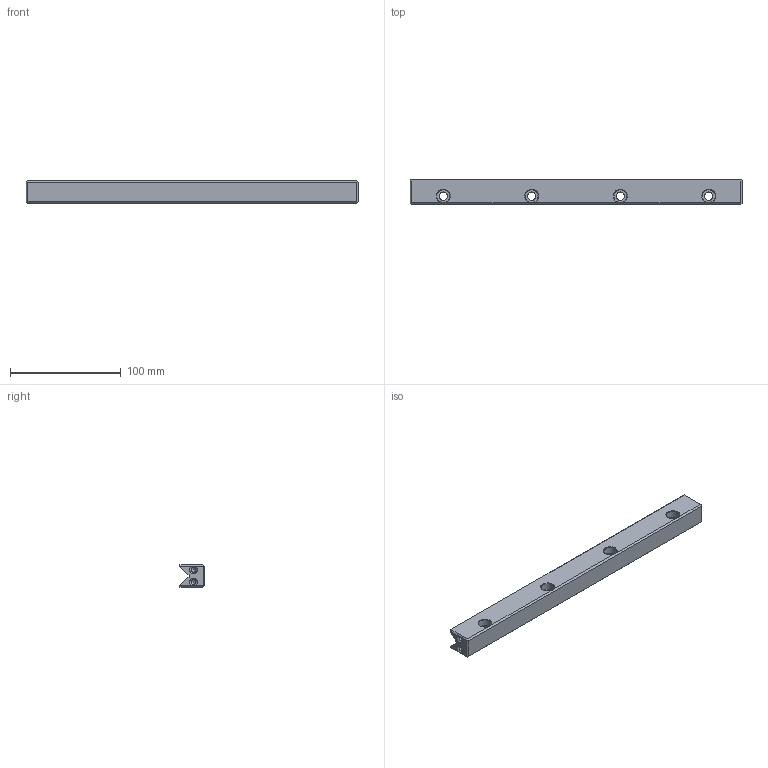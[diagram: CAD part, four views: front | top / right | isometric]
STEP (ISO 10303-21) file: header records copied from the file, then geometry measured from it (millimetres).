
FILE_DESCRIPTION(/* description */ (''),/* implementation_level */ '2;1');
FILE_NAME(/* name */ 'Rail M-4020x300.stp',/* time_stamp */ '2018-11-15T17:18:07+01:00',/* author */ (''),/* organization */ (''),/* preprocessor_version */ 'ST-DEVELOPER v16.7',/* originating_system */ 'SIEMENS PLM Software NX 12.0',/* authorisation */ '');
FILE_SCHEMA (('AUTOMOTIVE_DESIGN { 1 0 10303 214 3 1 1 1 }'));
Length unit declared in the file: millimetre
Products named in the file (1): 007660_A_1-M-4020_15 x 300
Bounding box: 300 x 22.5 x 20 mm (x, y, z)
Volume: 104064.4 mm3; surface area: 30826.3 mm2
Topology: 1 solids, 1 shells, 60 faces, 178 edges, 116 vertices
Faces by surface type: plane 30, cone 16, cylinder 14
Full cylindrical faces by diameter (mm): 4.2 x4, 7.5 x4, 11.5 x4
Entity records: 1743 total; most frequent: CARTESIAN_POINT 315, DIRECTION 284, ORIENTED_EDGE 260, EDGE_CURVE 130, AXIS2_PLACEMENT_3D 101, VERTEX_POINT 100, EDGE_LOOP 92, LINE 82
